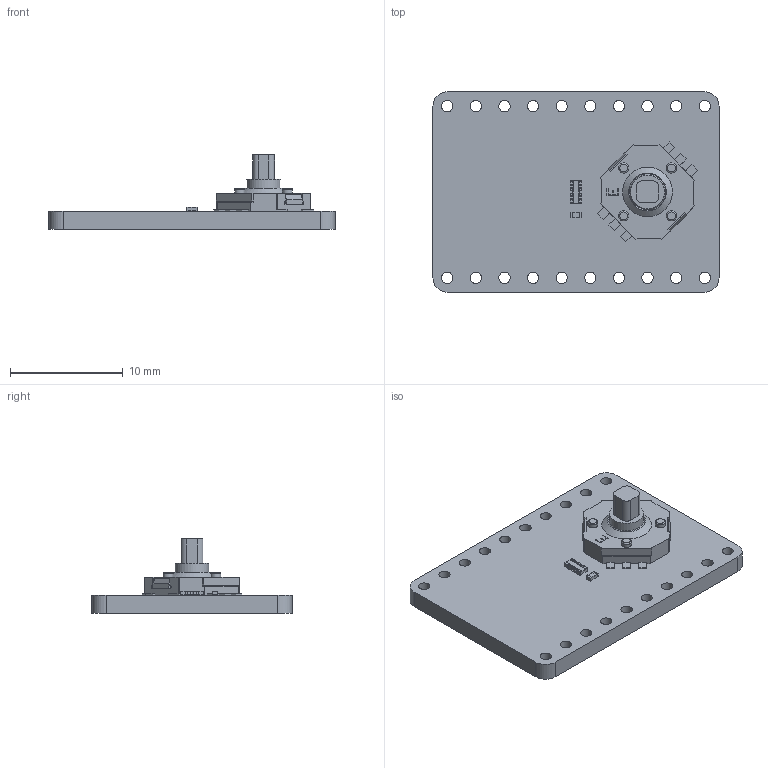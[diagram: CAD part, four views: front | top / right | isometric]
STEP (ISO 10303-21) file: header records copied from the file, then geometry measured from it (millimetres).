
FILE_DESCRIPTION(('FreeCAD Model'),'2;1');
FILE_NAME('Open CASCADE Shape Model','2022-04-25T13:39:27',(''),(''), 'Open CASCADE STEP processor 7.4','FreeCAD','Unknown');
FILE_SCHEMA(('AUTOMOTIVE_DESIGN { 1 0 10303 214 1 1 1 1 }'));
Length unit declared in the file: millimetre
Products named in the file (8): joystick; Board_Geoms_d5d7; Pcb_d5d7; Step_Models_d5d7; Top_d5d7; S3501_JS1400BFQ_b402e1f153ac; R3502_R_0402_1005Metric_25f31b7644c3; R3501_R_Array_Convex_4x0402_d6afd14049a0
Assembly tree (7 placements, depth 4):
  joystick
    Board_Geoms_d5d7
      Pcb_d5d7
    Step_Models_d5d7
      Top_d5d7
        S3501_JS1400BFQ_b402e1f153ac
        R3502_R_0402_1005Metric_25f31b7644c3
        R3501_R_Array_Convex_4x0402_d6afd14049a0
Bounding box: 25.4 x 17.78 x 6.59 mm (x, y, z)
Volume: 774.7 mm3; surface area: 1449.7 mm2
Topology: 5 solids, 9 shells, 523 faces, 1416 edges, 934 vertices
Faces by surface type: plane 365, cylinder 148, cone 6, torus 4
Full cylindrical faces by diameter (mm): 0.7 x14, 0.75 x5, 0.9 x4, 1 x21, 1.05 x1, 3 x1
Entity records: 18334 total; most frequent: CARTESIAN_POINT 2931, ORIENTED_EDGE 2832, DIRECTION 2758, EDGE_CURVE 1416, LINE 1068, VECTOR 1068, VERTEX_POINT 934, AXIS2_PLACEMENT_3D 845
